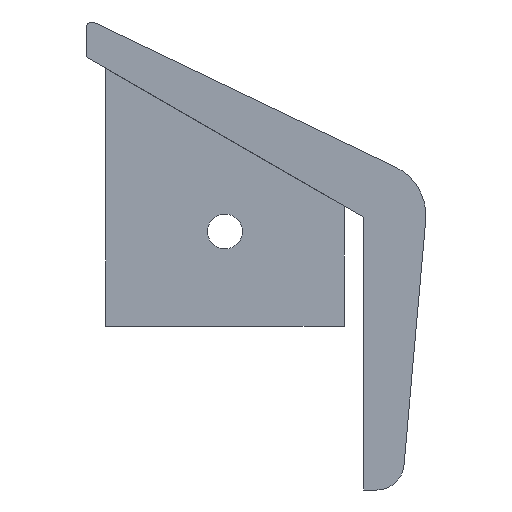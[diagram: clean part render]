
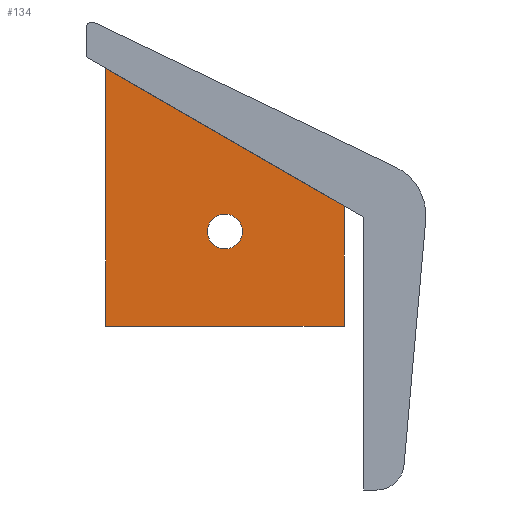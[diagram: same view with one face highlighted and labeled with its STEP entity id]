
A CAD part, left-side view. The second image highlights one B-rep face of the part: STEP entity #134.
In plain terms, the highlighted planar face has unit normal (-1, 0, 0).
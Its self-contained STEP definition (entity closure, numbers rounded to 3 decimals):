
#68 = DIRECTION ( 'NONE',  ( 0., 0., 1. ) ) ;
#88 = VECTOR ( 'NONE', #593, 1000. ) ;
#89 = CARTESIAN_POINT ( 'NONE',  ( -115.35, 3.575, 2.064 ) ) ;
#90 = CIRCLE ( 'NONE', #472, 3.2 ) ;
#99 = CARTESIAN_POINT ( 'NONE',  ( -115.35, 47.225, -20. ) ) ;
#111 = CARTESIAN_POINT ( 'NONE',  ( -115.35, 3.575, -20. ) ) ;
#134 = ADVANCED_FACE ( 'NONE', ( #655, #482 ), #466, .T. ) ;
#172 = ORIENTED_EDGE ( 'NONE', *, *, #954, .F. ) ;
#196 = EDGE_CURVE ( 'NONE', #614, #926, #624, .T. ) ;
#218 = DIRECTION ( 'NONE',  ( 0., -0.866, -0.5 ) ) ;
#235 = DIRECTION ( 'NONE',  ( 0., 0., 1. ) ) ;
#252 = VECTOR ( 'NONE', #454, 1000. ) ;
#261 = ORIENTED_EDGE ( 'NONE', *, *, #488, .F. ) ;
#316 = CARTESIAN_POINT ( 'NONE',  ( -115.35, 47.225, 27.265 ) ) ;
#327 = DIRECTION ( 'NONE',  ( -1., 0., 0. ) ) ;
#331 = CARTESIAN_POINT ( 'NONE',  ( -115.35, 25.4, 0.559 ) ) ;
#351 = DIRECTION ( 'NONE',  ( -1., 0., 0. ) ) ;
#387 = DIRECTION ( 'NONE',  ( 0., 0., 1. ) ) ;
#388 = LINE ( 'NONE', #1090, #714 ) ;
#421 = EDGE_CURVE ( 'NONE', #598, #613, #1015, .T. ) ;
#454 = DIRECTION ( 'NONE',  ( 0., -1., 0. ) ) ;
#466 = PLANE ( 'NONE',  #785 ) ;
#472 = AXIS2_PLACEMENT_3D ( 'NONE', #683, #351, #783 ) ;
#482 = FACE_OUTER_BOUND ( 'NONE', #796, .T. ) ;
#488 = EDGE_CURVE ( 'NONE', #1124, #990, #909, .T. ) ;
#490 = DIRECTION ( 'NONE',  ( -1., 0., 0. ) ) ;
#540 = EDGE_CURVE ( 'NONE', #614, #598, #880, .T. ) ;
#593 = DIRECTION ( 'NONE',  ( 0., 0., 1. ) ) ;
#598 = VERTEX_POINT ( 'NONE', #111 ) ;
#613 = VERTEX_POINT ( 'NONE', #89 ) ;
#614 = VERTEX_POINT ( 'NONE', #717 ) ;
#624 = LINE ( 'NONE', #666, #88 ) ;
#655 = FACE_BOUND ( 'NONE', #670, .T. ) ;
#666 = CARTESIAN_POINT ( 'NONE',  ( -115.35, 47.225, -20. ) ) ;
#670 = EDGE_LOOP ( 'NONE', ( #261, #907 ) ) ;
#683 = CARTESIAN_POINT ( 'NONE',  ( -115.35, 25.4, -2.641 ) ) ;
#692 = CARTESIAN_POINT ( 'NONE',  ( -115.35, 3.575, -20. ) ) ;
#714 = VECTOR ( 'NONE', #218, 1000. ) ;
#717 = CARTESIAN_POINT ( 'NONE',  ( -115.35, 47.225, -20. ) ) ;
#754 = CARTESIAN_POINT ( 'NONE',  ( -115.35, 25.4, -2.641 ) ) ;
#783 = DIRECTION ( 'NONE',  ( 0., 0., 1. ) ) ;
#785 = AXIS2_PLACEMENT_3D ( 'NONE', #829, #490, #387 ) ;
#788 = ORIENTED_EDGE ( 'NONE', *, *, #421, .T. ) ;
#796 = EDGE_LOOP ( 'NONE', ( #788, #172, #827, #842 ) ) ;
#801 = CARTESIAN_POINT ( 'NONE',  ( -115.35, 25.4, -5.841 ) ) ;
#827 = ORIENTED_EDGE ( 'NONE', *, *, #196, .F. ) ;
#829 = CARTESIAN_POINT ( 'NONE',  ( -115.35, 47.225, -20. ) ) ;
#842 = ORIENTED_EDGE ( 'NONE', *, *, #540, .T. ) ;
#880 = LINE ( 'NONE', #99, #252 ) ;
#907 = ORIENTED_EDGE ( 'NONE', *, *, #992, .F. ) ;
#909 = CIRCLE ( 'NONE', #1051, 3.2 ) ;
#926 = VERTEX_POINT ( 'NONE', #316 ) ;
#954 = EDGE_CURVE ( 'NONE', #926, #613, #388, .T. ) ;
#990 = VERTEX_POINT ( 'NONE', #331 ) ;
#992 = EDGE_CURVE ( 'NONE', #990, #1124, #90, .T. ) ;
#1009 = VECTOR ( 'NONE', #235, 1000. ) ;
#1015 = LINE ( 'NONE', #692, #1009 ) ;
#1051 = AXIS2_PLACEMENT_3D ( 'NONE', #754, #327, #68 ) ;
#1090 = CARTESIAN_POINT ( 'NONE',  ( -115.35, 63.84, 36.858 ) ) ;
#1124 = VERTEX_POINT ( 'NONE', #801 ) ;
